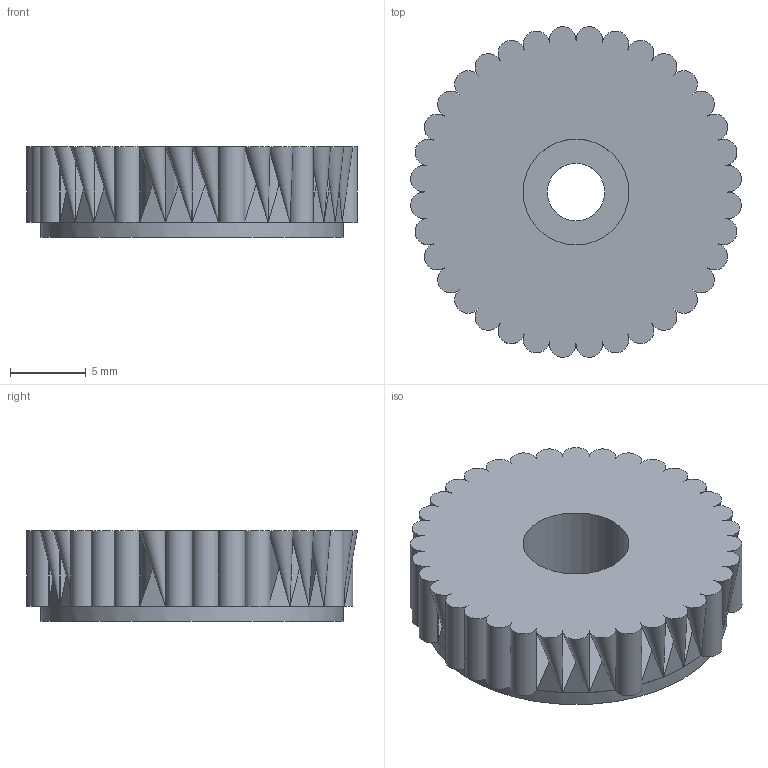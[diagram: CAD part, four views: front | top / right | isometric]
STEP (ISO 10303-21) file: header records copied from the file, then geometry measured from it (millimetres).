
FILE_DESCRIPTION(/* description */ ('','CAx-IF Rec.Pracs.---Representation and Presentation of Product Manufacturing Information (PMI)---4.0---2014-10-13'),/* implementation_level */ '2;1');
FILE_NAME(/* name */ 'Screw Knob v1.step',/* time_stamp */ '2025-03-06T07:36:52+01:00',/* author */ (''),/* organization */ (''),/* preprocessor_version */ 'ST-DEVELOPER v20',/* originating_system */ 'Autodesk Translation Framework v13.20.0.188',/* authorisation */ '');
FILE_SCHEMA (('AP242_MANAGED_MODEL_BASED_3D_ENGINEERING_MIM_LF { 1 0 10303 442 1 1 4 }'));
Length unit declared in the file: millimetre
Products named in the file (1): Screw Knob
Bounding box: 21.9 x 21.9 x 6 mm (x, y, z)
Volume: 1763.3 mm3; surface area: 1191.6 mm2
Topology: 1 solids, 1 shells, 115 faces, 363 edges, 165 vertices
Faces by surface type: cylinder 111, plane 4
Full cylindrical faces by diameter (mm): 1.762 x15, 3.8 x1, 7 x1, 20 x1
Entity records: 3822 total; most frequent: DIRECTION 787, ORIENTED_EDGE 666, CARTESIAN_POINT 599, AXIS2_PLACEMENT_3D 338, EDGE_CURVE 333, CIRCLE 222, VERTEX_POINT 150, EDGE_LOOP 119
